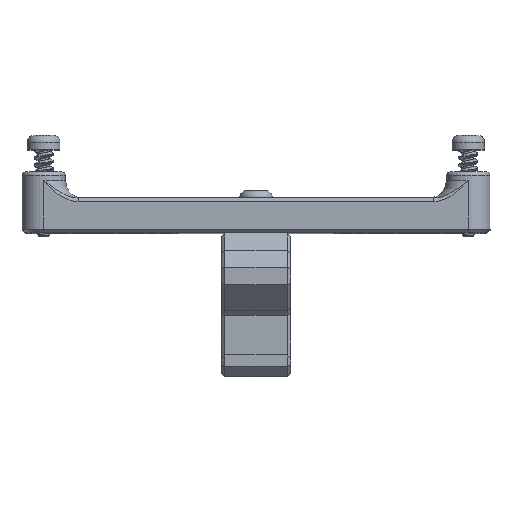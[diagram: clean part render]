
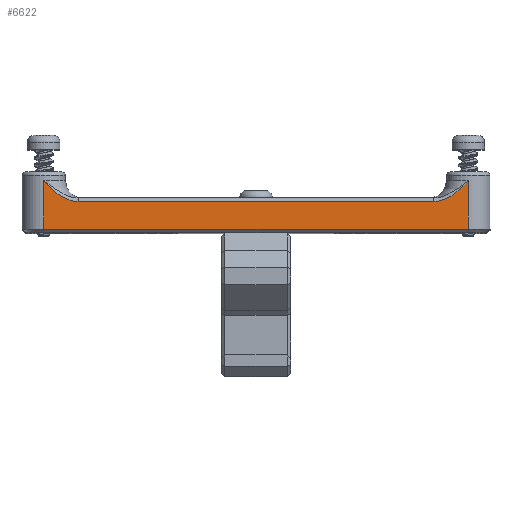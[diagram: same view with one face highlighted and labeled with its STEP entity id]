
A CAD part, top view. The second image highlights one B-rep face of the part: STEP entity #6622.
In plain terms, the highlighted face is planar.
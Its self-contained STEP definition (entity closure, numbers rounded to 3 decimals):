
#114=B_SPLINE_CURVE_WITH_KNOTS('',3,(#10707,#10708,#10709,#10710,#10711,
#10712,#10713,#10714),.UNSPECIFIED.,.F.,.F.,(4,1,1,2,4),(0.,0.191,
0.286,0.477,0.478),.UNSPECIFIED.);
#115=B_SPLINE_CURVE_WITH_KNOTS('',3,(#10747,#10748,#10749,#10750,#10751,
#10752,#10753,#10754),.UNSPECIFIED.,.F.,.F.,(4,2,1,1,4),(-0.001,
0.,0.191,0.286,0.477),.UNSPECIFIED.);
#474=PLANE('',#7177);
#800=FACE_OUTER_BOUND('',#1211,.T.);
#1211=EDGE_LOOP('',(#5585,#5586,#5587,#5588,#5589,#5590));
#1856=LINE('',#10489,#2505);
#1860=LINE('',#10501,#2509);
#1869=LINE('',#10519,#2518);
#1896=LINE('',#10756,#2545);
#2505=VECTOR('',#8544,1000.);
#2509=VECTOR('',#8556,1000.);
#2518=VECTOR('',#8577,1000.);
#2545=VECTOR('',#8628,1000.);
#3151=VERTEX_POINT('',#10142);
#3205=VERTEX_POINT('',#10308);
#3221=VERTEX_POINT('',#10460);
#3224=VERTEX_POINT('',#10486);
#3225=VERTEX_POINT('',#10488);
#3229=VERTEX_POINT('',#10500);
#4031=EDGE_CURVE('',#3224,#3225,#1856,.T.);
#4038=EDGE_CURVE('',#3229,#3221,#1860,.T.);
#4050=EDGE_CURVE('',#3151,#3205,#1869,.T.);
#4088=EDGE_CURVE('',#3225,#3221,#114,.T.);
#4089=EDGE_CURVE('',#3205,#3224,#115,.T.);
#4090=EDGE_CURVE('',#3151,#3229,#1896,.T.);
#5585=ORIENTED_EDGE('',*,*,#4050,.F.);
#5586=ORIENTED_EDGE('',*,*,#4090,.T.);
#5587=ORIENTED_EDGE('',*,*,#4038,.T.);
#5588=ORIENTED_EDGE('',*,*,#4088,.F.);
#5589=ORIENTED_EDGE('',*,*,#4031,.F.);
#5590=ORIENTED_EDGE('',*,*,#4089,.F.);
#6622=ADVANCED_FACE('',(#800),#474,.T.);
#7177=AXIS2_PLACEMENT_3D('',#10755,#8626,#8627);
#8544=DIRECTION('',(0.,0.996,0.087));
#8556=DIRECTION('',(0.,-0.087,0.996));
#8577=DIRECTION('',(0.,-0.087,0.996));
#8626=DIRECTION('center_axis',(1.,0.,0.));
#8627=DIRECTION('ref_axis',(0.,1.,0.));
#8628=DIRECTION('',(0.,0.996,0.087));
#10142=CARTESIAN_POINT('',(116.353,-4.146,26.842));
#10308=CARTESIAN_POINT('',(116.353,-4.634,32.421));
#10460=CARTESIAN_POINT('',(116.353,44.179,36.692));
#10486=CARTESIAN_POINT('',(116.353,-0.46,30.377));
#10488=CARTESIAN_POINT('',(116.353,40.424,33.954));
#10489=CARTESIAN_POINT('',(116.353,7.778,31.098));
#10500=CARTESIAN_POINT('',(116.353,44.667,31.113));
#10501=CARTESIAN_POINT('',(116.353,44.702,30.715));
#10519=CARTESIAN_POINT('',(116.353,-4.111,26.444));
#10707=CARTESIAN_POINT('Ctrl Pts',(116.353,40.424,33.954));
#10708=CARTESIAN_POINT('Ctrl Pts',(116.353,41.057,34.009));
#10709=CARTESIAN_POINT('Ctrl Pts',(116.353,41.968,34.396));
#10710=CARTESIAN_POINT('Ctrl Pts',(116.353,43.187,35.432));
#10711=CARTESIAN_POINT('Ctrl Pts',(116.353,43.782,36.185));
#10712=CARTESIAN_POINT('Ctrl Pts',(116.353,44.176,36.687));
#10713=CARTESIAN_POINT('Ctrl Pts',(116.353,44.178,36.69));
#10714=CARTESIAN_POINT('Ctrl Pts',(116.353,44.179,36.692));
#10747=CARTESIAN_POINT('Ctrl Pts',(116.353,-4.634,32.421));
#10748=CARTESIAN_POINT('Ctrl Pts',(116.353,-4.632,32.419));
#10749=CARTESIAN_POINT('Ctrl Pts',(116.353,-4.63,32.417));
#10750=CARTESIAN_POINT('Ctrl Pts',(116.353,-4.154,31.991));
#10751=CARTESIAN_POINT('Ctrl Pts',(116.353,-3.436,31.353));
#10752=CARTESIAN_POINT('Ctrl Pts',(116.353,-2.058,30.543));
#10753=CARTESIAN_POINT('Ctrl Pts',(116.353,-1.093,30.322));
#10754=CARTESIAN_POINT('Ctrl Pts',(116.353,-0.46,
30.377));
#10755=CARTESIAN_POINT('Origin',(116.353,-4.111,26.444));
#10756=CARTESIAN_POINT('',(116.353,44.667,31.113));
